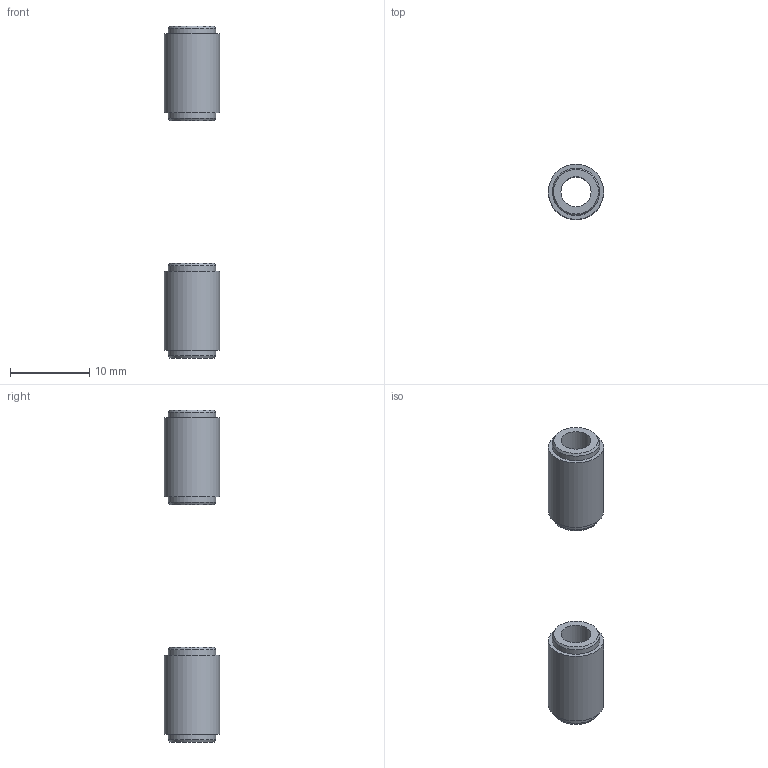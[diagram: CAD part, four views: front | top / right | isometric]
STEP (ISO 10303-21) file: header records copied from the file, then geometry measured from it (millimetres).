
FILE_DESCRIPTION(/* description */ ('STEP AP214'),/* implementation_level */ '2;1');
FILE_NAME(/* name */ '8183326_ABAZ-G9-HD-6',/* time_stamp */ '2024-07-30T14:31:33+02:00',/* author */ ('License CC BY-ND 4.0'),/* organization */ ('CADENAS'),/* preprocessor_version */ 'ST-DEVELOPER v19.3',/* originating_system */ 'PARTsolutions',/* authorisation */ ' ');
FILE_SCHEMA (('AUTOMOTIVE_DESIGN {1 0 10303 214 3 1 1}'));
Length unit declared in the file: millimetre
Products named in the file (2): 8183326 ABAZ-G9-HD-6; 8179009 ABAZ-G9-HD-6
Assembly tree (2 placements, depth 2):
  8183326 ABAZ-G9-HD-6
    8179009 ABAZ-G9-HD-6  x2
Bounding box: 7 x 7 x 42 mm (x, y, z)
Volume: 608.7 mm3; surface area: 900.4 mm2
Topology: 2 solids, 2 shells, 20 faces, 32 edges, 20 vertices
Faces by surface type: plane 8, cylinder 8, cone 4
Full cylindrical faces by diameter (mm): 3.8 x2, 6 x4, 7 x2
Entity records: 265 total; most frequent: DIRECTION 46, CARTESIAN_POINT 33, AXIS2_PLACEMENT_3D 23, ORIENTED_EDGE 20, EDGE_LOOP 20, FACE_BOUND 20, EDGE_CURVE 10, VERTEX_POINT 10
